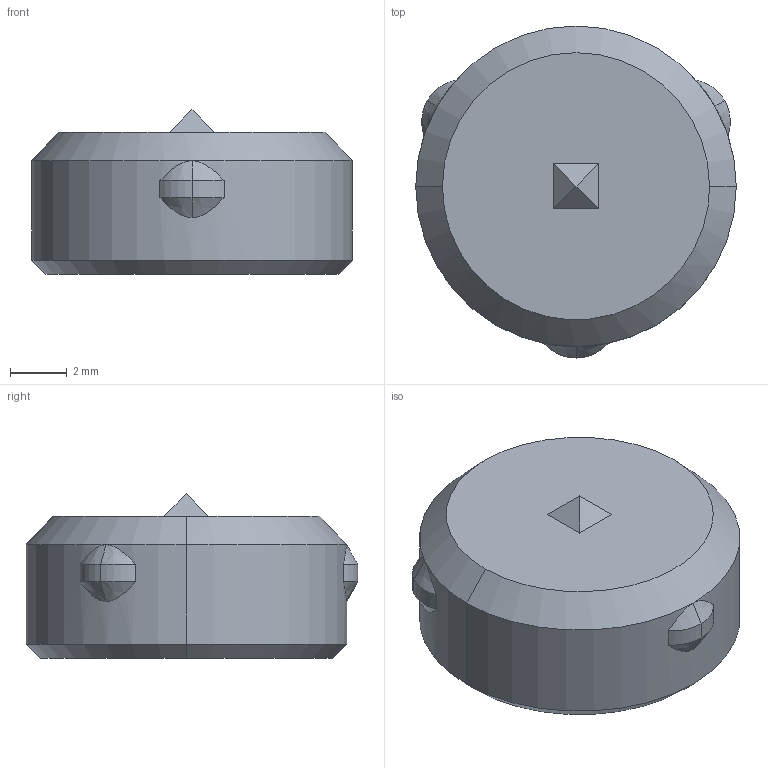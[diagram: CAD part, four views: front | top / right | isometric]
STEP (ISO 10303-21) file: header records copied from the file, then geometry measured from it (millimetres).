
FILE_DESCRIPTION(('STEP AP214'),'1');
FILE_NAME('HALDERN_EH_22620_0631.stp','2017-07-04T09:14:46',('TraceParts'),('TraceParts S.A.'),'Spatial InterOp 3D',' ',' ');
FILE_SCHEMA(('automotive_design'));
Length unit declared in the file: millimetre
Products named in the file (1): HALDERN_EH_22620_0631
Bounding box: 11.3 x 11.7 x 5.8 mm (x, y, z)
Volume: 484.2 mm3; surface area: 349 mm2
Topology: 1 solids, 1 shells, 30 faces, 77 edges, 44 vertices
Faces by surface type: cone 16, cylinder 8, plane 6
Entity records: 1153 total; most frequent: CARTESIAN_POINT 242, DIRECTION 139, ORIENTED_EDGE 130, EDGE_CURVE 65, AXIS2_PLACEMENT_3D 55, VERTEX_POINT 38, STYLED_ITEM 31, PRESENTATION_STYLE_ASSIGNMENT 31
